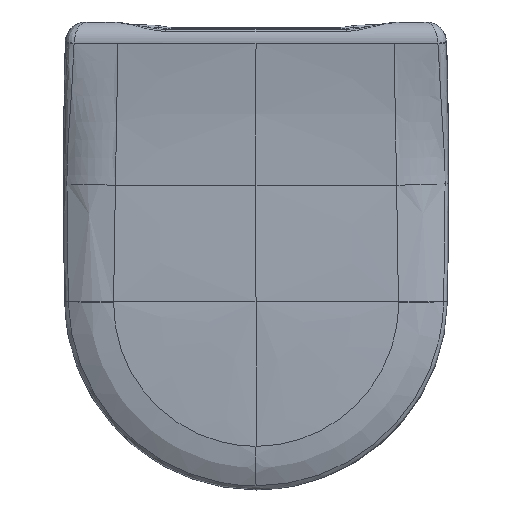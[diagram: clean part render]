
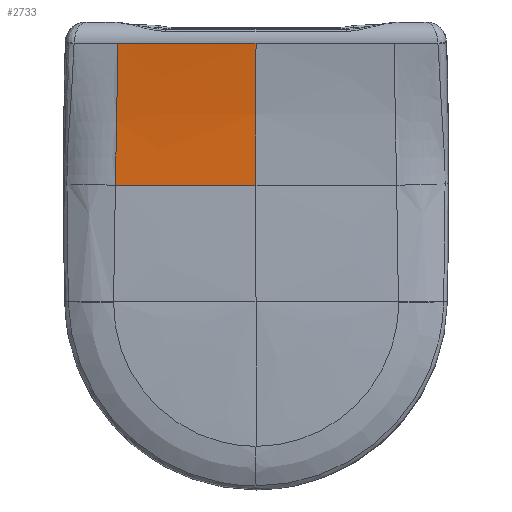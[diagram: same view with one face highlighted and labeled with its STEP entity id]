
A CAD part, top view. The second image highlights one B-rep face of the part: STEP entity #2733.
In plain terms, the highlighted free-form (B-spline) face has degree [3, 3] with [5, 11] control points.
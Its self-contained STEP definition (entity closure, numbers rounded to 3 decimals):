
#345=B_SPLINE_SURFACE_WITH_KNOTS('',3,3,((#56705,#56706,#56707,#56708,#56709,
#56710,#56711,#56712,#56713,#56714,#56715),(#56716,#56717,#56718,#56719,
#56720,#56721,#56722,#56723,#56724,#56725,#56726),(#56727,#56728,#56729,
#56730,#56731,#56732,#56733,#56734,#56735,#56736,#56737),(#56738,#56739,
#56740,#56741,#56742,#56743,#56744,#56745,#56746,#56747,#56748),(#56749,
#56750,#56751,#56752,#56753,#56754,#56755,#56756,#56757,#56758,#56759)),
 .UNSPECIFIED.,.F.,.F.,.F.,(4,1,4),(4,1,1,1,1,1,1,1,4),(0.,0.681,
1.),(0.,0.125,0.25,0.375,0.5,0.625,0.75,0.875,1.),.UNSPECIFIED.);
#1329=FACE_OUTER_BOUND('',#3523,.T.);
#2129=B_SPLINE_CURVE_WITH_KNOTS('',3,(#56136,#56137,#56138,#56139,#56140),
 .UNSPECIFIED.,.F.,.F.,(4,1,4),(0.,0.685,1.),.UNSPECIFIED.);
#2140=B_SPLINE_CURVE_WITH_KNOTS('',3,(#56671,#56672,#56673,#56674,#56675,
#56676,#56677,#56678,#56679,#56680,#56681),.UNSPECIFIED.,.F.,.F.,(4,1,1,
1,1,1,1,1,4),(0.,0.125,0.25,0.375,0.5,0.625,0.75,0.875,1.),
 .UNSPECIFIED.);
#2141=B_SPLINE_CURVE_WITH_KNOTS('',3,(#56683,#56684,#56685,#56686,#56687),
 .UNSPECIFIED.,.F.,.F.,(4,1,4),(0.,0.693,1.),.UNSPECIFIED.);
#2142=B_SPLINE_CURVE_WITH_KNOTS('',3,(#56689,#56690,#56691,#56692,#56693,
#56694,#56695,#56696,#56697,#56698,#56699,#56700,#56701,#56702,#56703,#56704),
 .UNSPECIFIED.,.F.,.F.,(4,2,2,2,1,1,2,2,4),(0.,0.25,0.375,
0.438,0.469,0.484,0.492,0.5,
1.),.UNSPECIFIED.);
#2733=ADVANCED_FACE('',(#1329),#345,.T.);
#3523=EDGE_LOOP('',(#5666,#5667,#5668,#5669));
#5666=ORIENTED_EDGE('',*,*,#8239,.F.);
#5667=ORIENTED_EDGE('',*,*,#8253,.F.);
#5668=ORIENTED_EDGE('',*,*,#8254,.T.);
#5669=ORIENTED_EDGE('',*,*,#8255,.T.);
#7037=VERTEX_POINT('',#56135);
#7038=VERTEX_POINT('',#56141);
#7043=VERTEX_POINT('',#56682);
#7044=VERTEX_POINT('',#56688);
#8239=EDGE_CURVE('',#7037,#7038,#2129,.T.);
#8253=EDGE_CURVE('',#7043,#7037,#2140,.T.);
#8254=EDGE_CURVE('',#7043,#7044,#2141,.T.);
#8255=EDGE_CURVE('',#7044,#7038,#2142,.T.);
#56135=CARTESIAN_POINT('',(0.,-143.,12.167));
#56136=CARTESIAN_POINT('',(0.,-143.,12.167));
#56137=CARTESIAN_POINT('',(-31.178,-143.,12.167));
#56138=CARTESIAN_POINT('',(-76.718,-143.,11.582));
#56139=CARTESIAN_POINT('',(-122.236,-143.,10.145));
#56140=CARTESIAN_POINT('',(-136.587,-143.,9.606));
#56141=CARTESIAN_POINT('',(-136.587,-143.,9.606));
#56671=CARTESIAN_POINT('',(0.,-5.072,25.236));
#56672=CARTESIAN_POINT('',(0.,-10.765,24.25));
#56673=CARTESIAN_POINT('',(0.,-22.172,22.387));
#56674=CARTESIAN_POINT('',(0.,-39.332,19.923));
#56675=CARTESIAN_POINT('',(0.,-56.536,17.79));
#56676=CARTESIAN_POINT('',(0.,-73.779,15.989));
#56677=CARTESIAN_POINT('',(0.,-91.053,14.52));
#56678=CARTESIAN_POINT('',(0.,-108.352,13.383));
#56679=CARTESIAN_POINT('',(0.,-125.669,12.581));
#56680=CARTESIAN_POINT('',(0.,-137.222,12.268));
#56681=CARTESIAN_POINT('',(0.,-143.,12.167));
#56682=CARTESIAN_POINT('',(0.,-5.072,25.236));
#56683=CARTESIAN_POINT('',(0.,-5.072,25.236));
#56684=CARTESIAN_POINT('',(-30.993,-5.072,25.236));
#56685=CARTESIAN_POINT('',(-75.709,-5.072,25.236));
#56686=CARTESIAN_POINT('',(-120.425,-5.072,25.236));
#56687=CARTESIAN_POINT('',(-134.147,-5.072,25.236));
#56688=CARTESIAN_POINT('',(-134.147,-5.072,25.236));
#56689=CARTESIAN_POINT('',(-134.147,-5.072,25.236));
#56690=CARTESIAN_POINT('',(-134.336,-17.254,23.126));
#56691=CARTESIAN_POINT('',(-134.52,-29.066,21.162));
#56692=CARTESIAN_POINT('',(-134.795,-46.234,18.527));
#56693=CARTESIAN_POINT('',(-134.886,-51.865,17.7));
#56694=CARTESIAN_POINT('',(-135.024,-60.175,16.543));
#56695=CARTESIAN_POINT('',(-135.069,-62.922,16.171));
#56696=CARTESIAN_POINT('',(-135.138,-67.009,15.636));
#56697=CARTESIAN_POINT('',(-135.173,-69.044,15.373));
#56698=CARTESIAN_POINT('',(-135.213,-71.402,15.077));
#56699=CARTESIAN_POINT('',(-135.23,-72.41,14.952));
#56700=CARTESIAN_POINT('',(-135.242,-73.081,14.869));
#56701=CARTESIAN_POINT('',(-135.247,-73.375,14.833));
#56702=CARTESIAN_POINT('',(-135.668,-97.868,11.836));
#56703=CARTESIAN_POINT('',(-136.107,-120.983,10.01));
#56704=CARTESIAN_POINT('',(-136.587,-143.,9.606));
#56705=CARTESIAN_POINT('',(0.,-5.072,25.236));
#56706=CARTESIAN_POINT('',(0.,-10.765,24.25));
#56707=CARTESIAN_POINT('',(0.,-22.172,22.387));
#56708=CARTESIAN_POINT('',(0.,-39.332,19.923));
#56709=CARTESIAN_POINT('',(0.,-56.536,17.79));
#56710=CARTESIAN_POINT('',(0.,-73.779,15.989));
#56711=CARTESIAN_POINT('',(0.,-91.053,14.52));
#56712=CARTESIAN_POINT('',(0.,-108.352,13.383));
#56713=CARTESIAN_POINT('',(0.,-125.669,12.581));
#56714=CARTESIAN_POINT('',(0.,-137.222,12.268));
#56715=CARTESIAN_POINT('',(0.,-143.,12.167));
#56716=CARTESIAN_POINT('',(-30.993,-5.072,25.236));
#56717=CARTESIAN_POINT('',(-31.01,-10.764,24.25));
#56718=CARTESIAN_POINT('',(-31.04,-22.167,22.388));
#56719=CARTESIAN_POINT('',(-31.08,-39.325,19.924));
#56720=CARTESIAN_POINT('',(-31.113,-56.527,17.791));
#56721=CARTESIAN_POINT('',(-31.139,-73.767,15.99));
#56722=CARTESIAN_POINT('',(-31.159,-91.039,14.521));
#56723=CARTESIAN_POINT('',(-31.173,-108.339,13.384));
#56724=CARTESIAN_POINT('',(-31.18,-125.661,12.581));
#56725=CARTESIAN_POINT('',(-31.18,-137.219,12.268));
#56726=CARTESIAN_POINT('',(-31.178,-143.,12.167));
#56727=CARTESIAN_POINT('',(-76.534,-5.072,25.236));
#56728=CARTESIAN_POINT('',(-76.574,-10.765,24.25));
#56729=CARTESIAN_POINT('',(-76.651,-22.17,22.369));
#56730=CARTESIAN_POINT('',(-76.749,-39.323,19.837));
#56731=CARTESIAN_POINT('',(-76.832,-56.517,17.608));
#56732=CARTESIAN_POINT('',(-76.899,-73.749,15.697));
#56733=CARTESIAN_POINT('',(-76.949,-91.016,14.118));
#56734=CARTESIAN_POINT('',(-76.982,-108.317,12.885));
#56735=CARTESIAN_POINT('',(-76.997,-125.646,12.012));
#56736=CARTESIAN_POINT('',(-76.995,-137.214,11.68));
#56737=CARTESIAN_POINT('',(-76.991,-143.,11.579));
#56738=CARTESIAN_POINT('',(-122.074,-5.072,25.236));
#56739=CARTESIAN_POINT('',(-122.138,-10.772,24.249));
#56740=CARTESIAN_POINT('',(-122.258,-22.183,22.321));
#56741=CARTESIAN_POINT('',(-122.412,-39.331,19.62));
#56742=CARTESIAN_POINT('',(-122.541,-56.512,17.154));
#56743=CARTESIAN_POINT('',(-122.644,-73.731,14.972));
#56744=CARTESIAN_POINT('',(-122.721,-90.99,13.121));
#56745=CARTESIAN_POINT('',(-122.771,-108.29,11.65));
#56746=CARTESIAN_POINT('',(-122.793,-125.629,10.606));
#56747=CARTESIAN_POINT('',(-122.789,-137.208,10.228));
#56748=CARTESIAN_POINT('',(-122.782,-143.,10.127));
#56749=CARTESIAN_POINT('',(-136.622,-5.072,25.236));
#56750=CARTESIAN_POINT('',(-136.693,-10.775,24.248));
#56751=CARTESIAN_POINT('',(-136.826,-22.189,22.303));
#56752=CARTESIAN_POINT('',(-136.997,-39.335,19.537));
#56753=CARTESIAN_POINT('',(-137.14,-56.511,16.982));
#56754=CARTESIAN_POINT('',(-137.254,-73.725,14.697));
#56755=CARTESIAN_POINT('',(-137.339,-90.981,12.743));
#56756=CARTESIAN_POINT('',(-137.394,-108.281,11.18));
#56757=CARTESIAN_POINT('',(-137.418,-125.623,10.072));
#56758=CARTESIAN_POINT('',(-137.414,-137.206,9.677));
#56759=CARTESIAN_POINT('',(-137.406,-143.,9.576));
